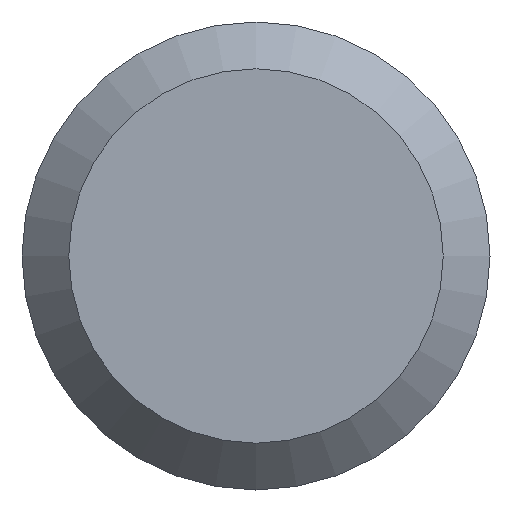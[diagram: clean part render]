
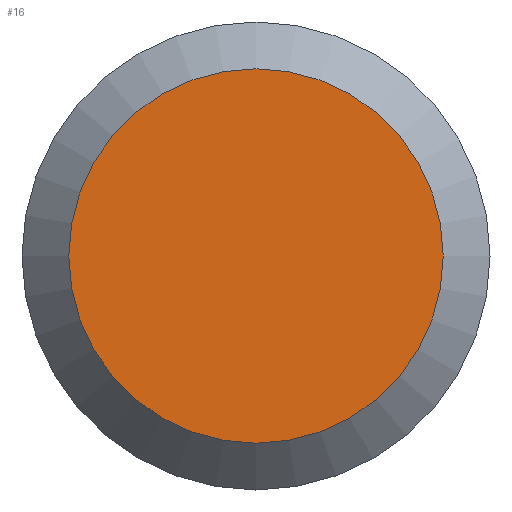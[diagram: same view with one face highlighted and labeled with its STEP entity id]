
A CAD part, left-side view. The second image highlights one B-rep face of the part: STEP entity #16.
In plain terms, the highlighted planar face has unit normal (-1, 0, 0).
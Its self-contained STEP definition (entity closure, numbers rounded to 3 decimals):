
#1 = CARTESIAN_POINT ( 'NONE',  ( 0., 4.8, 0. ) ) ;
#16 = ADVANCED_FACE ( 'NONE', ( #107 ), #156, .F. ) ;
#59 = EDGE_LOOP ( 'NONE', ( #133 ) ) ;
#64 = CIRCLE ( 'NONE', #154, 3.84 ) ;
#70 = VERTEX_POINT ( 'NONE', #87 ) ;
#87 = CARTESIAN_POINT ( 'NONE',  ( 0., 0., -3.84 ) ) ;
#93 = AXIS2_PLACEMENT_3D ( 'NONE', #1, #168, #134 ) ;
#107 = FACE_OUTER_BOUND ( 'NONE', #59, .T. ) ;
#119 = DIRECTION ( 'NONE',  ( -1., 0., 0. ) ) ;
#125 = EDGE_CURVE ( 'NONE', #70, #70, #64, .T. ) ;
#130 = DIRECTION ( 'NONE',  ( 0., 0., -1. ) ) ;
#133 = ORIENTED_EDGE ( 'NONE', *, *, #125, .T. ) ;
#134 = DIRECTION ( 'NONE',  ( 0., 0., -1. ) ) ;
#154 = AXIS2_PLACEMENT_3D ( 'NONE', #175, #119, #130 ) ;
#156 = PLANE ( 'NONE',  #93 ) ;
#168 = DIRECTION ( 'NONE',  ( 1., 0., 0. ) ) ;
#175 = CARTESIAN_POINT ( 'NONE',  ( 0., 0., 0. ) ) ;
